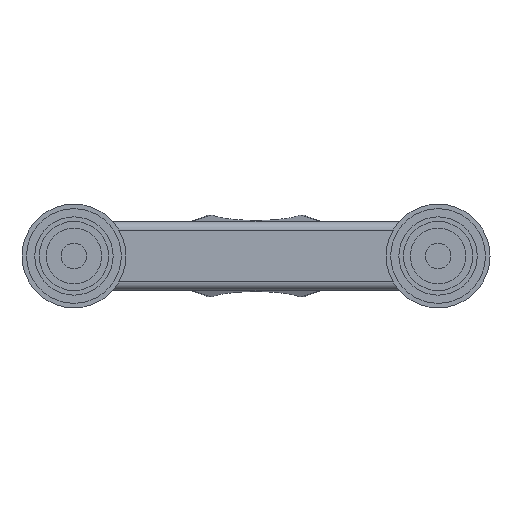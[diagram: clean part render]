
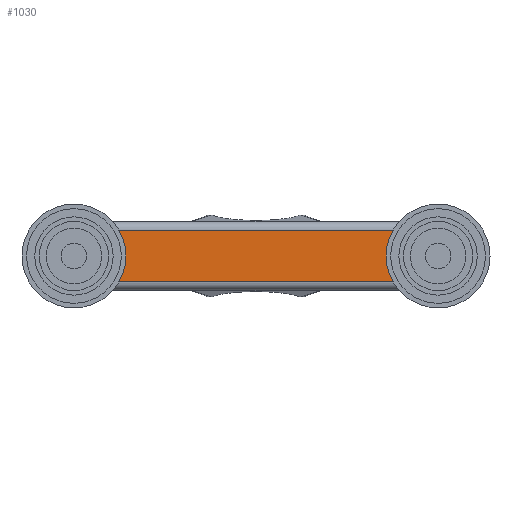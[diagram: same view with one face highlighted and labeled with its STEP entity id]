
A CAD part, front view. The second image highlights one B-rep face of the part: STEP entity #1030.
In plain terms, the highlighted planar face has unit normal (0, -1, 0).
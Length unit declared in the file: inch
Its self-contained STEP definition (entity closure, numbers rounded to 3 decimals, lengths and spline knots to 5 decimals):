
#25 = VERTEX_POINT ( 'NONE', #2395 ) ;
#364 = LINE ( 'NONE', #3860, #5078 ) ;
#481 = EDGE_LOOP ( 'NONE', ( #3550, #4535 ) ) ;
#613 = CARTESIAN_POINT ( 'NONE',  ( 2., -0.18, 0. ) ) ;
#667 = CARTESIAN_POINT ( 'NONE',  ( -2., -0.18, 0. ) ) ;
#688 = EDGE_CURVE ( 'NONE', #1769, #1019, #1011, .T. ) ;
#729 = EDGE_CURVE ( 'NONE', #4079, #25, #2369, .T. ) ;
#832 = ORIENTED_EDGE ( 'NONE', *, *, #2405, .F. ) ;
#899 = DIRECTION ( 'NONE',  ( 0., 0., -1. ) ) ;
#971 = CARTESIAN_POINT ( 'NONE',  ( -2.20594, -0.18, 0.285 ) ) ;
#1011 = CIRCLE ( 'NONE', #2424, 0.50055 ) ;
#1019 = VERTEX_POINT ( 'NONE', #3423 ) ;
#1030 = ADVANCED_FACE ( 'NONE', ( #3122, #3777, #1326 ), #1824, .T. ) ;
#1133 = EDGE_LOOP ( 'NONE', ( #2814, #3643, #4829, #4938 ) ) ;
#1173 = VERTEX_POINT ( 'NONE', #3798 ) ;
#1244 = AXIS2_PLACEMENT_3D ( 'NONE', #667, #2630, #1808 ) ;
#1326 = FACE_OUTER_BOUND ( 'NONE', #1133, .T. ) ;
#1344 = VERTEX_POINT ( 'NONE', #3493 ) ;
#1379 = EDGE_CURVE ( 'NONE', #1019, #4079, #3772, .T. ) ;
#1511 = DIRECTION ( 'NONE',  ( 0., 0., -1. ) ) ;
#1531 = CARTESIAN_POINT ( 'NONE',  ( 2.20594, -0.18, -0.285 ) ) ;
#1548 = CIRCLE ( 'NONE', #1704, 0.25 ) ;
#1704 = AXIS2_PLACEMENT_3D ( 'NONE', #2665, #1899, #1511 ) ;
#1769 = VERTEX_POINT ( 'NONE', #971 ) ;
#1770 = DIRECTION ( 'NONE',  ( 0., 0., -1. ) ) ;
#1808 = DIRECTION ( 'NONE',  ( 0., 0., -1. ) ) ;
#1809 = CARTESIAN_POINT ( 'NONE',  ( -1.79445, -0.18, 0. ) ) ;
#1824 = PLANE ( 'NONE',  #3262 ) ;
#1899 = DIRECTION ( 'NONE',  ( 0., -1., 0. ) ) ;
#1991 = AXIS2_PLACEMENT_3D ( 'NONE', #2803, #3886, #3203 ) ;
#2155 = EDGE_LOOP ( 'NONE', ( #3708, #832 ) ) ;
#2294 = DIRECTION ( 'NONE',  ( 1., 0., 0. ) ) ;
#2334 = EDGE_CURVE ( 'NONE', #1344, #1173, #3399, .T. ) ;
#2369 = CIRCLE ( 'NONE', #1991, 0.50055 ) ;
#2395 = CARTESIAN_POINT ( 'NONE',  ( 2.20594, -0.18, 0.285 ) ) ;
#2405 = EDGE_CURVE ( 'NONE', #3223, #3154, #3762, .T. ) ;
#2424 = AXIS2_PLACEMENT_3D ( 'NONE', #3939, #4338, #4720 ) ;
#2582 = DIRECTION ( 'NONE',  ( 0., -1., 0. ) ) ;
#2630 = DIRECTION ( 'NONE',  ( 0., -1., 0. ) ) ;
#2665 = CARTESIAN_POINT ( 'NONE',  ( 2., -0.18, 0. ) ) ;
#2803 = CARTESIAN_POINT ( 'NONE',  ( 1.79445, -0.18, 0. ) ) ;
#2806 = AXIS2_PLACEMENT_3D ( 'NONE', #3291, #3280, #899 ) ;
#2814 = ORIENTED_EDGE ( 'NONE', *, *, #1379, .T. ) ;
#2881 = VECTOR ( 'NONE', #2294, 39.37008 ) ;
#2902 = CARTESIAN_POINT ( 'NONE',  ( 2.20594, -0.18, -0.285 ) ) ;
#2910 = CARTESIAN_POINT ( 'NONE',  ( 2., -0.18, 0.25 ) ) ;
#3040 = DIRECTION ( 'NONE',  ( 0., 0., -1. ) ) ;
#3122 = FACE_BOUND ( 'NONE', #2155, .T. ) ;
#3154 = VERTEX_POINT ( 'NONE', #2910 ) ;
#3203 = DIRECTION ( 'NONE',  ( 0., 0., -1. ) ) ;
#3223 = VERTEX_POINT ( 'NONE', #3793 ) ;
#3262 = AXIS2_PLACEMENT_3D ( 'NONE', #1809, #2582, #3040 ) ;
#3280 = DIRECTION ( 'NONE',  ( 0., -1., 0. ) ) ;
#3291 = CARTESIAN_POINT ( 'NONE',  ( -2., -0.18, 0. ) ) ;
#3389 = EDGE_CURVE ( 'NONE', #3154, #3223, #1548, .T. ) ;
#3399 = CIRCLE ( 'NONE', #1244, 0.25 ) ;
#3423 = CARTESIAN_POINT ( 'NONE',  ( -2.20594, -0.18, -0.285 ) ) ;
#3493 = CARTESIAN_POINT ( 'NONE',  ( -2., -0.18, -0.25 ) ) ;
#3538 = EDGE_CURVE ( 'NONE', #1173, #1344, #3943, .T. ) ;
#3550 = ORIENTED_EDGE ( 'NONE', *, *, #3538, .F. ) ;
#3643 = ORIENTED_EDGE ( 'NONE', *, *, #729, .T. ) ;
#3708 = ORIENTED_EDGE ( 'NONE', *, *, #3389, .F. ) ;
#3762 = CIRCLE ( 'NONE', #4721, 0.25 ) ;
#3772 = LINE ( 'NONE', #1531, #2881 ) ;
#3777 = FACE_BOUND ( 'NONE', #481, .T. ) ;
#3793 = CARTESIAN_POINT ( 'NONE',  ( 2., -0.18, -0.25 ) ) ;
#3798 = CARTESIAN_POINT ( 'NONE',  ( -2., -0.18, 0.25 ) ) ;
#3860 = CARTESIAN_POINT ( 'NONE',  ( -2.20594, -0.18, 0.285 ) ) ;
#3886 = DIRECTION ( 'NONE',  ( 0., -1., 0. ) ) ;
#3939 = CARTESIAN_POINT ( 'NONE',  ( -1.79445, -0.18, 0. ) ) ;
#3943 = CIRCLE ( 'NONE', #2806, 0.25 ) ;
#4079 = VERTEX_POINT ( 'NONE', #2902 ) ;
#4338 = DIRECTION ( 'NONE',  ( 0., -1., 0. ) ) ;
#4535 = ORIENTED_EDGE ( 'NONE', *, *, #2334, .F. ) ;
#4720 = DIRECTION ( 'NONE',  ( 0., 0., -1. ) ) ;
#4721 = AXIS2_PLACEMENT_3D ( 'NONE', #613, #4953, #1770 ) ;
#4797 = EDGE_CURVE ( 'NONE', #25, #1769, #364, .T. ) ;
#4829 = ORIENTED_EDGE ( 'NONE', *, *, #4797, .T. ) ;
#4938 = ORIENTED_EDGE ( 'NONE', *, *, #688, .T. ) ;
#4953 = DIRECTION ( 'NONE',  ( 0., -1., 0. ) ) ;
#4994 = DIRECTION ( 'NONE',  ( -1., 0., 0. ) ) ;
#5078 = VECTOR ( 'NONE', #4994, 39.37008 ) ;
